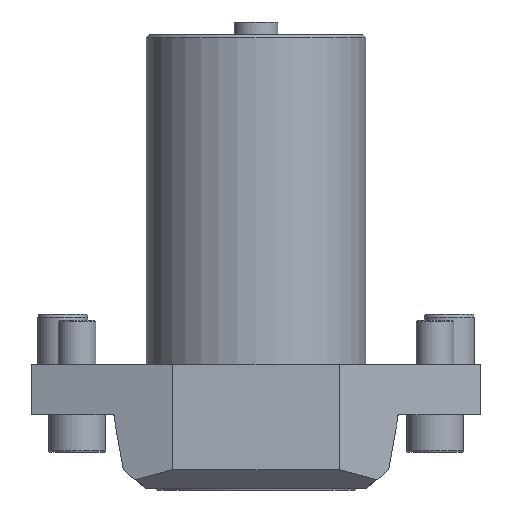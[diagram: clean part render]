
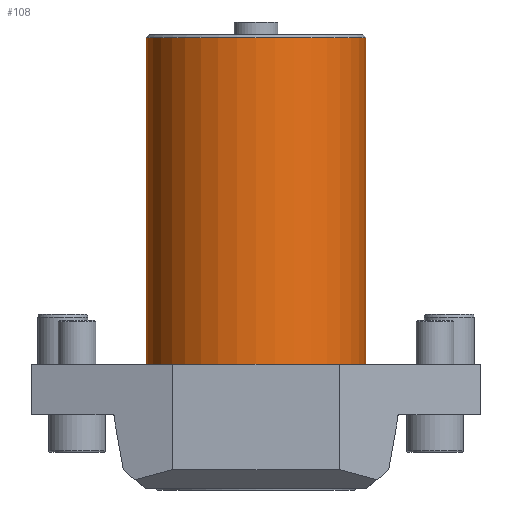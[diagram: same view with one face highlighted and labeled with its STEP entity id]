
A CAD part, left-side view. The second image highlights one B-rep face of the part: STEP entity #108.
In plain terms, the highlighted cylindrical face has radius 35 mm (diameter 70 mm), a full revolution.
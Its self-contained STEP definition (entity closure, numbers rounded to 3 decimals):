
#91=CYLINDRICAL_SURFACE('',#1034,35.);
#108=ADVANCED_FACE('',(#339,#340),#91,.T.);
#339=FACE_BOUND('',#411,.T.);
#340=FACE_BOUND('',#412,.T.);
#411=EDGE_LOOP('',(#525));
#412=EDGE_LOOP('',(#526));
#525=ORIENTED_EDGE('',*,*,#850,.T.);
#526=ORIENTED_EDGE('',*,*,#851,.T.);
#759=VERTEX_POINT('',#1493);
#760=VERTEX_POINT('',#1495);
#850=EDGE_CURVE('',#759,#759,#959,.T.);
#851=EDGE_CURVE('',#760,#760,#960,.T.);
#959=CIRCLE('',#1032,35.);
#960=CIRCLE('',#1033,35.);
#1032=AXIS2_PLACEMENT_3D('',#1492,#1176,#1177);
#1033=AXIS2_PLACEMENT_3D('',#1494,#1178,#1179);
#1034=AXIS2_PLACEMENT_3D('',#1496,#1180,#1181);
#1176=DIRECTION('',(0.,0.,-1.));
#1177=DIRECTION('',(1.,0.,0.));
#1178=DIRECTION('',(0.,0.,1.));
#1179=DIRECTION('',(1.,0.,0.));
#1180=DIRECTION('',(0.,0.,1.));
#1181=DIRECTION('',(-1.,0.,0.));
#1492=CARTESIAN_POINT('',(0.,0.,104.));
#1493=CARTESIAN_POINT('',(35.,0.,104.));
#1494=CARTESIAN_POINT('',(0.,0.,0.));
#1495=CARTESIAN_POINT('',(35.,0.,0.));
#1496=CARTESIAN_POINT('',(0.,0.,-20.));
